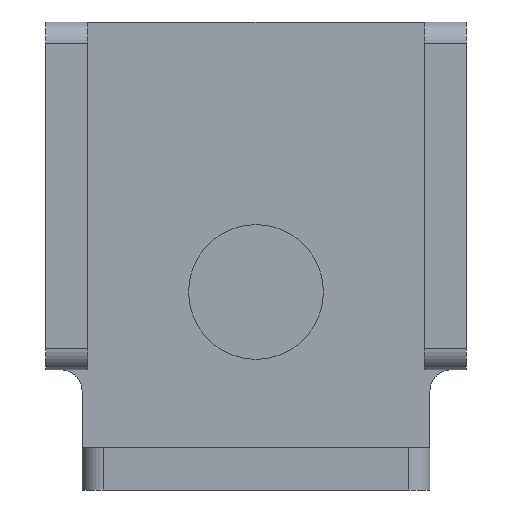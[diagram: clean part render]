
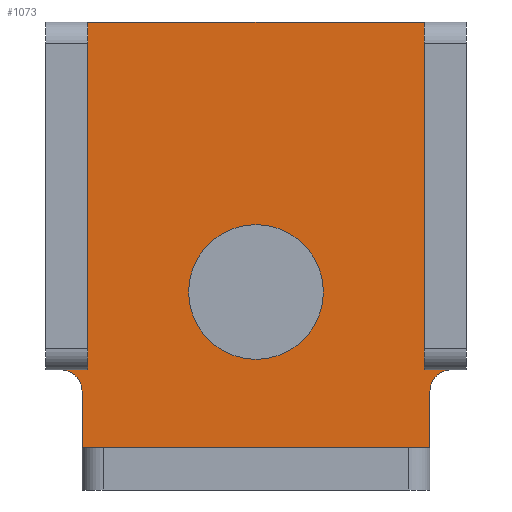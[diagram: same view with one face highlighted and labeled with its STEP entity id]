
A CAD part, front view. The second image highlights one B-rep face of the part: STEP entity #1073.
In plain terms, the highlighted planar face has unit normal (0, -1, 0).
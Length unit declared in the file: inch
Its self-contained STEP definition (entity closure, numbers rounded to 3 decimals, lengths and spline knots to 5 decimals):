
#31 = DIRECTION ( 'NONE',  ( 0., -1., 0. ) ) ;
#52 = CARTESIAN_POINT ( 'NONE',  ( -0.81496, -0.45, 2.67685 ) ) ;
#95 = CARTESIAN_POINT ( 'NONE',  ( -0.81496, -0.45, -1.1811 ) ) ;
#105 = VECTOR ( 'NONE', #1521, 39.37008 ) ;
#119 = LINE ( 'NONE', #1038, #2220 ) ;
#130 = DIRECTION ( 'NONE',  ( 0., 0., -1. ) ) ;
#133 = EDGE_CURVE ( 'NONE', #1199, #960, #225, .T. ) ;
#137 = VERTEX_POINT ( 'NONE', #2250 ) ;
#179 = ORIENTED_EDGE ( 'NONE', *, *, #1449, .T. ) ;
#198 = AXIS2_PLACEMENT_3D ( 'NONE', #687, #1137, #2464 ) ;
#225 = LINE ( 'NONE', #2480, #1692 ) ;
#251 = DIRECTION ( 'NONE',  ( 0., 0., 1. ) ) ;
#287 = PLANE ( 'NONE',  #1778 ) ;
#304 = FACE_OUTER_BOUND ( 'NONE', #1295, .T. ) ;
#356 = CIRCLE ( 'NONE', #2039, 0.1 ) ;
#428 = ORIENTED_EDGE ( 'NONE', *, *, #1729, .F. ) ;
#430 = LINE ( 'NONE', #1805, #1742 ) ;
#440 = ORIENTED_EDGE ( 'NONE', *, *, #1763, .T. ) ;
#454 = ORIENTED_EDGE ( 'NONE', *, *, #2227, .T. ) ;
#493 = CARTESIAN_POINT ( 'NONE',  ( -0.81496, -0.45, -0.91496 ) ) ;
#578 = EDGE_CURVE ( 'NONE', #2798, #2924, #588, .T. ) ;
#588 = CIRCLE ( 'NONE', #198, 0.31593 ) ;
#644 = VECTOR ( 'NONE', #1049, 39.37008 ) ;
#649 = CARTESIAN_POINT ( 'NONE',  ( 0.81496, -0.45, -0.91496 ) ) ;
#653 = EDGE_CURVE ( 'NONE', #2014, #1125, #2443, .T. ) ;
#668 = DIRECTION ( 'NONE',  ( 0., 0., -1. ) ) ;
#670 = ORIENTED_EDGE ( 'NONE', *, *, #1445, .T. ) ;
#685 = AXIS2_PLACEMENT_3D ( 'NONE', #1401, #31, #251 ) ;
#687 = CARTESIAN_POINT ( 'NONE',  ( 0., -0.45, -0.45 ) ) ;
#717 = ORIENTED_EDGE ( 'NONE', *, *, #993, .T. ) ;
#759 = DIRECTION ( 'NONE',  ( 1., 0., 0. ) ) ;
#872 = ORIENTED_EDGE ( 'NONE', *, *, #133, .F. ) ;
#950 = ORIENTED_EDGE ( 'NONE', *, *, #578, .F. ) ;
#956 = CARTESIAN_POINT ( 'NONE',  ( 0.81496, -0.45, -1.1811 ) ) ;
#960 = VERTEX_POINT ( 'NONE', #2920 ) ;
#969 = CARTESIAN_POINT ( 'NONE',  ( 0., -0.45, -0.13407 ) ) ;
#993 = EDGE_CURVE ( 'NONE', #1603, #2014, #430, .T. ) ;
#1003 = FACE_BOUND ( 'NONE', #2763, .T. ) ;
#1027 = EDGE_CURVE ( 'NONE', #2781, #1339, #1672, .T. ) ;
#1038 = CARTESIAN_POINT ( 'NONE',  ( 0.7874, -0.45, 0. ) ) ;
#1049 = DIRECTION ( 'NONE',  ( 0., 0., -1. ) ) ;
#1053 = DIRECTION ( 'NONE',  ( -1., 0., 0. ) ) ;
#1073 = ADVANCED_FACE ( 'NONE', ( #1003, #304 ), #287, .F. ) ;
#1097 = ORIENTED_EDGE ( 'NONE', *, *, #1820, .F. ) ;
#1115 = CIRCLE ( 'NONE', #2786, 0.1 ) ;
#1125 = VERTEX_POINT ( 'NONE', #956 ) ;
#1137 = DIRECTION ( 'NONE',  ( 0., -1., 0. ) ) ;
#1144 = ORIENTED_EDGE ( 'NONE', *, *, #653, .T. ) ;
#1199 = VERTEX_POINT ( 'NONE', #1726 ) ;
#1280 = VERTEX_POINT ( 'NONE', #1775 ) ;
#1295 = EDGE_LOOP ( 'NONE', ( #2308, #670, #717, #1144, #1097, #454, #872, #428, #179, #440 ) ) ;
#1339 = VERTEX_POINT ( 'NONE', #1817 ) ;
#1361 = DIRECTION ( 'NONE',  ( 0., 0., -1. ) ) ;
#1401 = CARTESIAN_POINT ( 'NONE',  ( 0., -0.45, -0.45 ) ) ;
#1445 = EDGE_CURVE ( 'NONE', #2781, #1603, #1115, .T. ) ;
#1449 = EDGE_CURVE ( 'NONE', #137, #1280, #2179, .T. ) ;
#1463 = CARTESIAN_POINT ( 'NONE',  ( -0.7874, -0.45, 2.67685 ) ) ;
#1484 = DIRECTION ( 'NONE',  ( 0., 0., 1. ) ) ;
#1521 = DIRECTION ( 'NONE',  ( 1., 0., 0. ) ) ;
#1525 = VERTEX_POINT ( 'NONE', #649 ) ;
#1603 = VERTEX_POINT ( 'NONE', #493 ) ;
#1616 = EDGE_CURVE ( 'NONE', #2924, #2798, #2644, .T. ) ;
#1672 = LINE ( 'NONE', #2355, #2345 ) ;
#1692 = VECTOR ( 'NONE', #2062, 39.37008 ) ;
#1726 = CARTESIAN_POINT ( 'NONE',  ( 0.7874, -0.45, -0.81496 ) ) ;
#1729 = EDGE_CURVE ( 'NONE', #137, #1199, #119, .T. ) ;
#1742 = VECTOR ( 'NONE', #1361, 39.37008 ) ;
#1763 = EDGE_CURVE ( 'NONE', #1280, #1339, #2189, .T. ) ;
#1775 = CARTESIAN_POINT ( 'NONE',  ( -0.7874, -0.45, 0.81496 ) ) ;
#1778 = AXIS2_PLACEMENT_3D ( 'NONE', #52, #2329, #2790 ) ;
#1805 = CARTESIAN_POINT ( 'NONE',  ( -0.81496, -0.45, 2.67685 ) ) ;
#1817 = CARTESIAN_POINT ( 'NONE',  ( -0.7874, -0.45, -0.81496 ) ) ;
#1820 = EDGE_CURVE ( 'NONE', #1525, #1125, #2054, .T. ) ;
#1874 = DIRECTION ( 'NONE',  ( 0., 1., 0. ) ) ;
#1976 = CARTESIAN_POINT ( 'NONE',  ( -0.81496, -0.45, -1.1811 ) ) ;
#2014 = VERTEX_POINT ( 'NONE', #95 ) ;
#2039 = AXIS2_PLACEMENT_3D ( 'NONE', #2106, #1874, #2776 ) ;
#2054 = LINE ( 'NONE', #2504, #2497 ) ;
#2062 = DIRECTION ( 'NONE',  ( 1., 0., 0. ) ) ;
#2072 = ORIENTED_EDGE ( 'NONE', *, *, #1616, .F. ) ;
#2106 = CARTESIAN_POINT ( 'NONE',  ( 0.91496, -0.45, -0.91496 ) ) ;
#2153 = CARTESIAN_POINT ( 'NONE',  ( -0.81496, -0.45, 0.81496 ) ) ;
#2179 = LINE ( 'NONE', #2153, #2449 ) ;
#2189 = LINE ( 'NONE', #1463, #644 ) ;
#2220 = VECTOR ( 'NONE', #130, 39.37008 ) ;
#2227 = EDGE_CURVE ( 'NONE', #1525, #960, #356, .T. ) ;
#2250 = CARTESIAN_POINT ( 'NONE',  ( 0.7874, -0.45, 0.81496 ) ) ;
#2252 = CARTESIAN_POINT ( 'NONE',  ( -0.91496, -0.45, -0.81496 ) ) ;
#2308 = ORIENTED_EDGE ( 'NONE', *, *, #1027, .F. ) ;
#2329 = DIRECTION ( 'NONE',  ( 0., 1., 0. ) ) ;
#2345 = VECTOR ( 'NONE', #759, 39.37008 ) ;
#2355 = CARTESIAN_POINT ( 'NONE',  ( -0.81496, -0.45, -0.81496 ) ) ;
#2370 = CARTESIAN_POINT ( 'NONE',  ( -0.91496, -0.45, -0.91496 ) ) ;
#2443 = LINE ( 'NONE', #1976, #105 ) ;
#2449 = VECTOR ( 'NONE', #1053, 39.37008 ) ;
#2464 = DIRECTION ( 'NONE',  ( 0., 0., 1. ) ) ;
#2480 = CARTESIAN_POINT ( 'NONE',  ( 0.7874, -0.45, -0.81496 ) ) ;
#2497 = VECTOR ( 'NONE', #668, 39.37008 ) ;
#2504 = CARTESIAN_POINT ( 'NONE',  ( 0.81496, -0.45, 2.67685 ) ) ;
#2644 = CIRCLE ( 'NONE', #685, 0.31593 ) ;
#2650 = DIRECTION ( 'NONE',  ( 0., 1., 0. ) ) ;
#2683 = CARTESIAN_POINT ( 'NONE',  ( 0., -0.45, -0.76593 ) ) ;
#2763 = EDGE_LOOP ( 'NONE', ( #2072, #950 ) ) ;
#2776 = DIRECTION ( 'NONE',  ( 0., 0., 1. ) ) ;
#2781 = VERTEX_POINT ( 'NONE', #2252 ) ;
#2786 = AXIS2_PLACEMENT_3D ( 'NONE', #2370, #2650, #1484 ) ;
#2790 = DIRECTION ( 'NONE',  ( 0., 0., 1. ) ) ;
#2798 = VERTEX_POINT ( 'NONE', #2683 ) ;
#2920 = CARTESIAN_POINT ( 'NONE',  ( 0.91496, -0.45, -0.81496 ) ) ;
#2924 = VERTEX_POINT ( 'NONE', #969 ) ;
